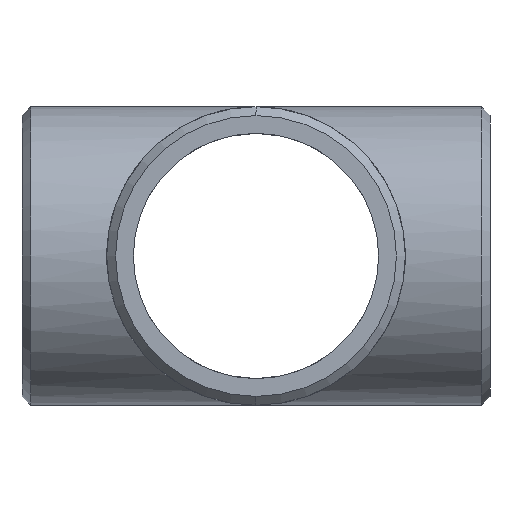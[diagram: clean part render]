
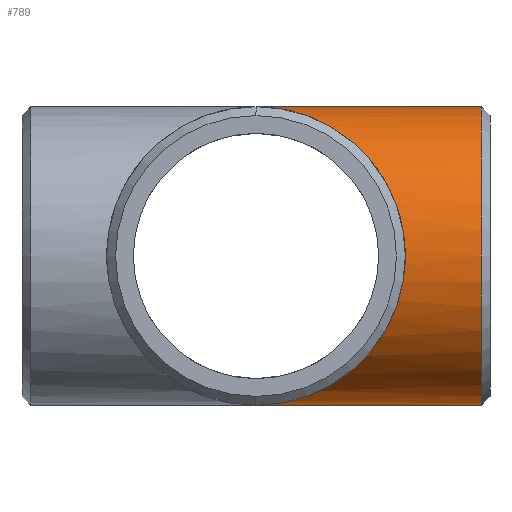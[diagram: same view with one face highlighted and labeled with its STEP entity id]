
A CAD part, left-side view. The second image highlights one B-rep face of the part: STEP entity #789.
In plain terms, the highlighted cylindrical face has radius 178 mm (diameter 356 mm), a partial arc.
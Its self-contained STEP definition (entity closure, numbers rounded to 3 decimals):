
#5 =( BOUNDED_CURVE ( )  B_SPLINE_CURVE ( 3, ( #610, #46, #614, #794 ),
 .UNSPECIFIED., .F., .T. ) 
 B_SPLINE_CURVE_WITH_KNOTS ( ( 4, 4 ),
 ( 4.712, 7.854 ),
 .UNSPECIFIED. ) 
 CURVE ( )  GEOMETRIC_REPRESENTATION_ITEM ( )  RATIONAL_B_SPLINE_CURVE ( ( 1., 0.333, 0.333, 1. ) ) 
 REPRESENTATION_ITEM ( '' )  );
#46 = CARTESIAN_POINT ( 'NONE',  ( -356., -356., -178. ) ) ;
#52 = DIRECTION ( 'NONE',  ( 0., 1., 0. ) ) ;
#60 = DIRECTION ( 'NONE',  ( 0., 1., 0. ) ) ;
#94 = VECTOR ( 'NONE', #799, 1000. ) ;
#108 = DIRECTION ( 'NONE',  ( 0., 0., -1. ) ) ;
#110 = DIRECTION ( 'NONE',  ( 0., 0., -1. ) ) ;
#158 = CIRCLE ( 'NONE', #578, 178. ) ;
#162 = CARTESIAN_POINT ( 'NONE',  ( 0., -279., 178. ) ) ;
#217 = AXIS2_PLACEMENT_3D ( 'NONE', #428, #60, #108 ) ;
#218 = VERTEX_POINT ( 'NONE', #697 ) ;
#282 = EDGE_LOOP ( 'NONE', ( #344, #349, #484, #780 ) ) ;
#302 = LINE ( 'NONE', #549, #94 ) ;
#319 = EDGE_CURVE ( 'NONE', #218, #472, #5, .T. ) ;
#343 = EDGE_CURVE ( 'NONE', #712, #702, #158, .T. ) ;
#344 = ORIENTED_EDGE ( 'NONE', *, *, #343, .T. ) ;
#349 = ORIENTED_EDGE ( 'NONE', *, *, #598, .T. ) ;
#408 = DIRECTION ( 'NONE',  ( 0., 1., 0. ) ) ;
#414 = EDGE_CURVE ( 'NONE', #712, #218, #302, .T. ) ;
#428 = CARTESIAN_POINT ( 'NONE',  ( 0., -279., 0. ) ) ;
#472 = VERTEX_POINT ( 'NONE', #570 ) ;
#484 = ORIENTED_EDGE ( 'NONE', *, *, #319, .F. ) ;
#549 = CARTESIAN_POINT ( 'NONE',  ( 0., -279., -178. ) ) ;
#570 = CARTESIAN_POINT ( 'NONE',  ( 0., 0., 178. ) ) ;
#578 = AXIS2_PLACEMENT_3D ( 'NONE', #677, #52, #110 ) ;
#598 = EDGE_CURVE ( 'NONE', #702, #472, #775, .T. ) ;
#610 = CARTESIAN_POINT ( 'NONE',  ( 0., 0., -178. ) ) ;
#614 = CARTESIAN_POINT ( 'NONE',  ( -356., -356., 178. ) ) ;
#619 = FACE_OUTER_BOUND ( 'NONE', #282, .T. ) ;
#677 = CARTESIAN_POINT ( 'NONE',  ( 0., -268.417, 0. ) ) ;
#697 = CARTESIAN_POINT ( 'NONE',  ( 0., 0., -178. ) ) ;
#702 = VERTEX_POINT ( 'NONE', #796 ) ;
#712 = VERTEX_POINT ( 'NONE', #781 ) ;
#732 = CYLINDRICAL_SURFACE ( 'NONE', #217, 178. ) ;
#749 = VECTOR ( 'NONE', #408, 1000. ) ;
#775 = LINE ( 'NONE', #162, #749 ) ;
#780 = ORIENTED_EDGE ( 'NONE', *, *, #414, .F. ) ;
#781 = CARTESIAN_POINT ( 'NONE',  ( 0., -268.417, -178. ) ) ;
#789 = ADVANCED_FACE ( 'NONE', ( #619 ), #732, .T. ) ;
#794 = CARTESIAN_POINT ( 'NONE',  ( 0., 0., 178. ) ) ;
#796 = CARTESIAN_POINT ( 'NONE',  ( 0., -268.417, 178. ) ) ;
#799 = DIRECTION ( 'NONE',  ( 0., 1., 0. ) ) ;
